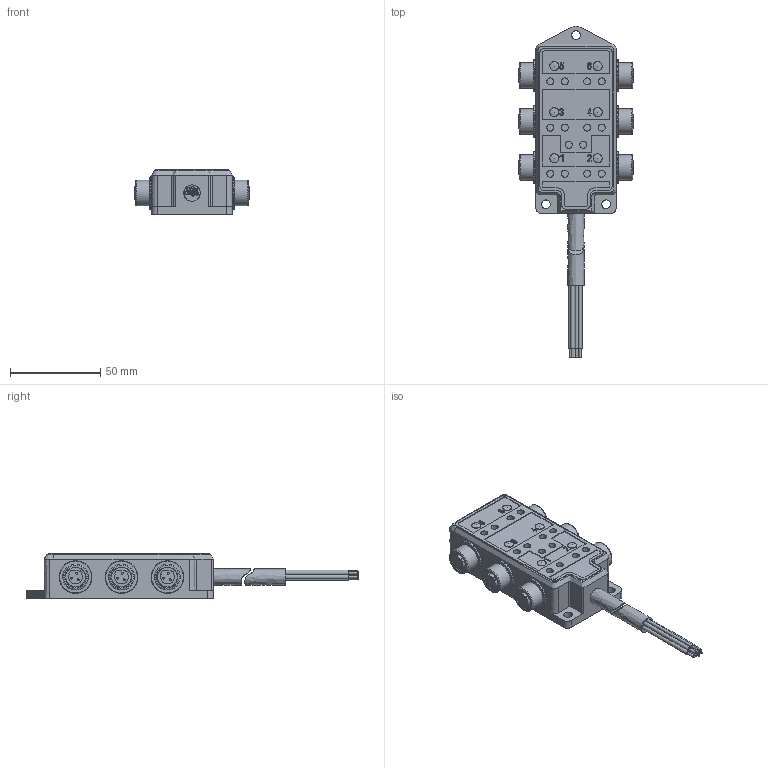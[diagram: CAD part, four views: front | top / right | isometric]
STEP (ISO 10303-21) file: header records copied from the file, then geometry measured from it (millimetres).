
FILE_DESCRIPTION( ('This file contains a STEP AP42 implementation' ,'as created by ZW3D STEP Interface translator.') ,'2;1' );
FILE_NAME( 'ASSU6-3-3XX-24XX.stp' ,'211223.141352', (''), ('ZWCAD Software Co.'), 'Version 1.0', 'ZW3D to STEP translator', '' );
FILE_SCHEMA(('AUTOMOTIVE_DESIGN'));
Length unit declared in the file: millimetre
Products named in the file (2): 0; ASSU6-3-3XX-24XX1
Bounding box: 63.5 x 183.6 x 25 mm (x, y, z)
Volume: 107117.4 mm3; surface area: 26610.4 mm2
Topology: 2 solids, 2 shells, 577 faces, 1482 edges, 1003 vertices
Faces by surface type: bspline 577
Entity records: 42340 total; most frequent: CARTESIAN_POINT 32968, ORIENTED_EDGE 2952, EDGE_CURVE 1476, B_SPLINE_CURVE_WITH_KNOTS 1083, VERTEX_POINT 1003, EDGE_LOOP 683, FACE_OUTER_BOUND 577, ADVANCED_FACE 577
